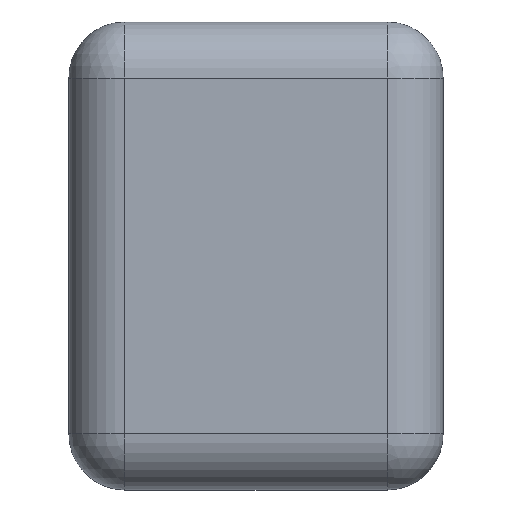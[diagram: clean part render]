
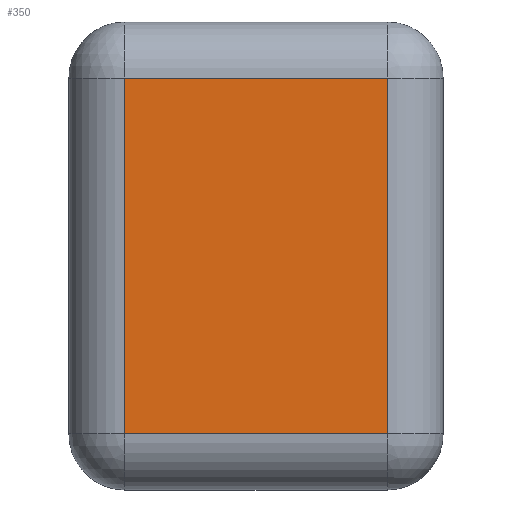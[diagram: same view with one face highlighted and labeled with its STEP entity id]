
A CAD part, top view. The second image highlights one B-rep face of the part: STEP entity #350.
In plain terms, the highlighted planar face has unit normal (0, 0, 1).
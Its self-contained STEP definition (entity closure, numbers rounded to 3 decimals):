
#162 = VERTEX_POINT('',#163);
#163 = CARTESIAN_POINT('',(-7.,9.5,9.));
#170 = EDGE_CURVE('',#162,#171,#173,.T.);
#171 = VERTEX_POINT('',#172);
#172 = CARTESIAN_POINT('',(-7.,-9.5,9.));
#173 = LINE('',#174,#175);
#174 = CARTESIAN_POINT('',(-7.,12.5,9.));
#175 = VECTOR('',#176,1.);
#176 = DIRECTION('',(0.,-1.,0.));
#350 = ADVANCED_FACE('',(#351),#376,.T.);
#351 = FACE_BOUND('',#352,.T.);
#352 = EDGE_LOOP('',(#353,#354,#362,#370));
#353 = ORIENTED_EDGE('',*,*,#170,.T.);
#354 = ORIENTED_EDGE('',*,*,#355,.T.);
#355 = EDGE_CURVE('',#171,#356,#358,.T.);
#356 = VERTEX_POINT('',#357);
#357 = CARTESIAN_POINT('',(7.,-9.5,9.));
#358 = LINE('',#359,#360);
#359 = CARTESIAN_POINT('',(-7.,-9.5,9.));
#360 = VECTOR('',#361,1.);
#361 = DIRECTION('',(1.,0.,0.));
#362 = ORIENTED_EDGE('',*,*,#363,.T.);
#363 = EDGE_CURVE('',#356,#364,#366,.T.);
#364 = VERTEX_POINT('',#365);
#365 = CARTESIAN_POINT('',(7.,9.5,9.));
#366 = LINE('',#367,#368);
#367 = CARTESIAN_POINT('',(7.,-12.5,9.));
#368 = VECTOR('',#369,1.);
#369 = DIRECTION('',(0.,1.,0.));
#370 = ORIENTED_EDGE('',*,*,#371,.T.);
#371 = EDGE_CURVE('',#364,#162,#372,.T.);
#372 = LINE('',#373,#374);
#373 = CARTESIAN_POINT('',(7.,9.5,9.));
#374 = VECTOR('',#375,1.);
#375 = DIRECTION('',(-1.,0.,0.));
#376 = PLANE('',#377);
#377 = AXIS2_PLACEMENT_3D('',#378,#379,#380);
#378 = CARTESIAN_POINT('',(0.,0.,9.));
#379 = DIRECTION('',(0.,0.,1.));
#380 = DIRECTION('',(1.,0.,0.));
